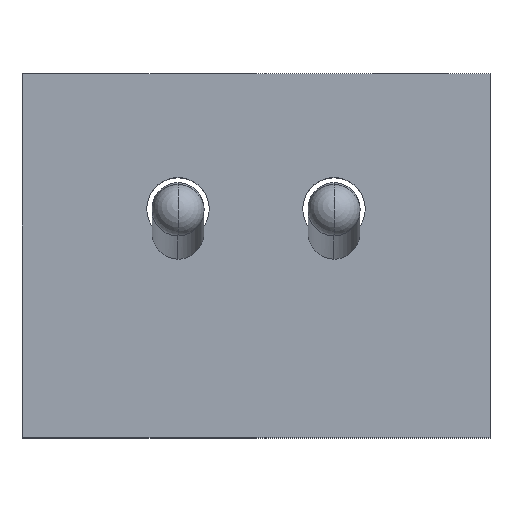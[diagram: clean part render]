
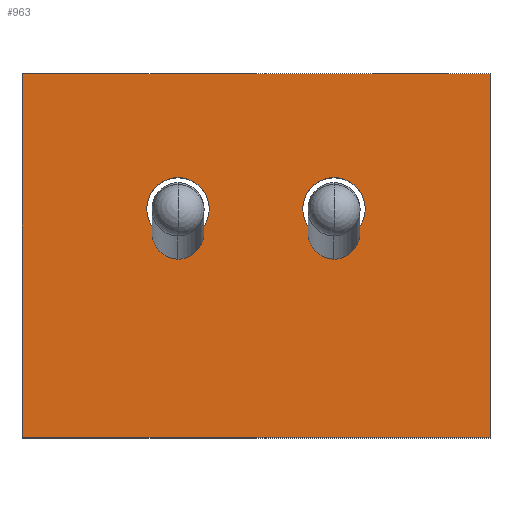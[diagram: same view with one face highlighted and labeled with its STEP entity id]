
A CAD part, top view. The second image highlights one B-rep face of the part: STEP entity #963.
In plain terms, the highlighted planar face has unit normal (0, 0, 1).
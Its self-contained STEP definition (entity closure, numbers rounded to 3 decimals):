
#217=DIRECTION('',(0.,-1.,0.));
#218=VECTOR('',#217,3.5);
#219=CARTESIAN_POINT('',(-2.25,1.75,2.3));
#220=LINE('',#219,#218);
#221=DIRECTION('',(0.,1.,0.));
#222=VECTOR('',#221,3.5);
#223=CARTESIAN_POINT('',(2.25,-1.75,2.3));
#224=LINE('',#223,#222);
#225=DIRECTION('',(1.,0.,0.));
#226=VECTOR('',#225,4.5);
#227=CARTESIAN_POINT('',(-2.25,-1.75,2.3));
#228=LINE('',#227,#226);
#229=CARTESIAN_POINT('',(-0.75,0.45,2.3));
#230=DIRECTION('',(0.,0.,-1.));
#231=DIRECTION('',(1.,0.,0.));
#232=AXIS2_PLACEMENT_3D('',#229,#230,#231);
#234=CARTESIAN_POINT('',(-0.75,0.45,2.3));
#235=DIRECTION('',(0.,0.,-1.));
#236=DIRECTION('',(-1.,0.,0.));
#237=AXIS2_PLACEMENT_3D('',#234,#235,#236);
#239=CARTESIAN_POINT('',(0.75,0.45,2.3));
#240=DIRECTION('',(0.,0.,-1.));
#241=DIRECTION('',(1.,0.,0.));
#242=AXIS2_PLACEMENT_3D('',#239,#240,#241);
#244=CARTESIAN_POINT('',(0.75,0.45,2.3));
#245=DIRECTION('',(0.,0.,-1.));
#246=DIRECTION('',(-1.,0.,0.));
#247=AXIS2_PLACEMENT_3D('',#244,#245,#246);
#257=DIRECTION('',(1.,0.,0.));
#258=VECTOR('',#257,4.5);
#259=CARTESIAN_POINT('',(-2.25,1.75,2.3));
#260=LINE('',#259,#258);
#459=CARTESIAN_POINT('',(-2.25,-1.75,2.3));
#460=VERTEX_POINT('',#459);
#461=CARTESIAN_POINT('',(-2.25,1.75,2.3));
#462=VERTEX_POINT('',#461);
#545=CARTESIAN_POINT('',(2.25,-1.75,2.3));
#546=VERTEX_POINT('',#545);
#547=CARTESIAN_POINT('',(2.25,1.75,2.3));
#548=VERTEX_POINT('',#547);
#555=CARTESIAN_POINT('',(-0.45,0.45,2.3));
#556=CARTESIAN_POINT('',(-1.05,0.45,2.3));
#557=VERTEX_POINT('',#555);
#558=VERTEX_POINT('',#556);
#559=CARTESIAN_POINT('',(1.05,0.45,2.3));
#560=CARTESIAN_POINT('',(0.45,0.45,2.3));
#561=VERTEX_POINT('',#559);
#562=VERTEX_POINT('',#560);
#938=CARTESIAN_POINT('',(0.,0.,2.3));
#939=DIRECTION('',(0.,0.,1.));
#940=DIRECTION('',(0.,-1.,0.));
#941=AXIS2_PLACEMENT_3D('',#938,#939,#940);
#942=PLANE('',#941);
#943=ORIENTED_EDGE('',*,*,#851,.F.);
#945=ORIENTED_EDGE('',*,*,#944,.T.);
#947=ORIENTED_EDGE('',*,*,#946,.F.);
#948=ORIENTED_EDGE('',*,*,#930,.F.);
#949=EDGE_LOOP('',(#943,#945,#947,#948));
#950=FACE_OUTER_BOUND('',#949,.F.);
#952=ORIENTED_EDGE('',*,*,#951,.F.);
#954=ORIENTED_EDGE('',*,*,#953,.F.);
#955=EDGE_LOOP('',(#952,#954));
#956=FACE_BOUND('',#955,.F.);
#958=ORIENTED_EDGE('',*,*,#957,.F.);
#960=ORIENTED_EDGE('',*,*,#959,.F.);
#961=EDGE_LOOP('',(#958,#960));
#962=FACE_BOUND('',#961,.F.);
#963=ADVANCED_FACE('',(#950,#956,#962),#942,.T.);
#233=CIRCLE('',#232,0.3);
#238=CIRCLE('',#237,0.3);
#243=CIRCLE('',#242,0.3);
#248=CIRCLE('',#247,0.3);
#851=EDGE_CURVE('',#462,#460,#220,.T.);
#930=EDGE_CURVE('',#460,#546,#228,.T.);
#944=EDGE_CURVE('',#462,#548,#260,.T.);
#946=EDGE_CURVE('',#546,#548,#224,.T.);
#951=EDGE_CURVE('',#557,#558,#233,.T.);
#953=EDGE_CURVE('',#558,#557,#238,.T.);
#957=EDGE_CURVE('',#561,#562,#243,.T.);
#959=EDGE_CURVE('',#562,#561,#248,.T.);
